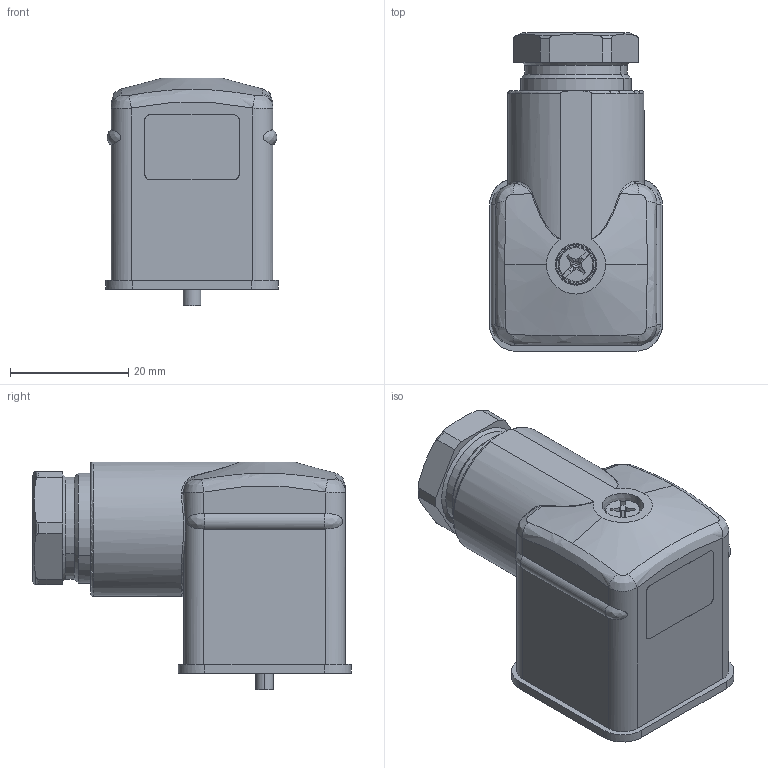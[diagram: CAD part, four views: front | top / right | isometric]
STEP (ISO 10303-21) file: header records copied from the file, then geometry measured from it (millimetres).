
FILE_DESCRIPTION(('CATIA V5 STEP Exchange','CAx-IF Rec.Pracs.--- Model Styling and Organization---1.4--- 2014-01-23'),'2;1');
FILE_NAME ('024699-1_0', '2021-03-08T14:09:07+00:00', ('none'), ('Weidmueller'), 'CATIA Version 5-6 Release 2016 SP3 HF44', 'CATIA V5 STEP AP214', 'none');
FILE_SCHEMA(('AUTOMOTIVE_DESIGN { 1 0 10303 214 1 1 1 1 }'));
Length unit declared in the file: millimetre
Products named in the file (1): 1873120000
Bounding box: 29.2 x 53.75 x 38.5 mm (x, y, z)
Volume: 32302.2 mm3; surface area: 11759.4 mm2
Topology: 5 solids, 5 shells, 841 faces, 2279 edges, 1509 vertices
Faces by surface type: plane 475, extrusion 176, cylinder 133, bspline 25, cone 23, torus 9
Entity records: 29461 total; most frequent: CARTESIAN_POINT 9461, ORIENTED_EDGE 4558, DIRECTION 3165, EDGE_CURVE 2279, VECTOR 1659, VERTEX_POINT 1509, LINE 1483, EDGE_LOOP 914
